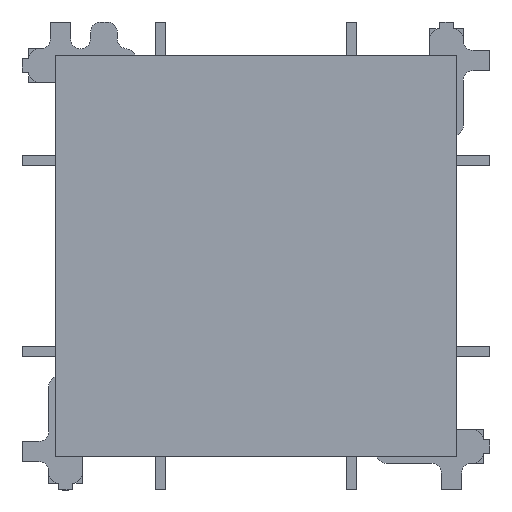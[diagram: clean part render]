
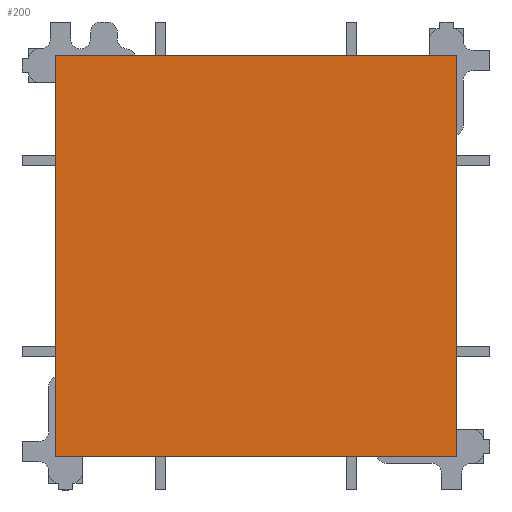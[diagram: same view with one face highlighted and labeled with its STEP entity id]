
A CAD part, top view. The second image highlights one B-rep face of the part: STEP entity #200.
In plain terms, the highlighted free-form (B-spline) face has degree [1, 1] with [2, 2] control points.
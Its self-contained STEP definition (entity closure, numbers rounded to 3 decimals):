
#80=CARTESIAN_POINT('',(-3.0,-3.0,0.7));
#81=VERTEX_POINT('',#80);
#88=CARTESIAN_POINT('',(-3.0,3.0,0.7));
#89=VERTEX_POINT('',#88);
#90=CARTESIAN_POINT('',(-3.0,3.0,0.7));
#91=DIRECTION('',(0.0,-1.0,0.0));
#92=VECTOR('',#91,6.0);
#93=LINE('',#90,#92);
#94=EDGE_CURVE('',#89,#81,#93,.T.);
#119=CARTESIAN_POINT('',(3.0,3.0,0.7));
#120=VERTEX_POINT('',#119);
#121=CARTESIAN_POINT('',(-3.0,3.0,0.7));
#122=DIRECTION('',(1.0,0.0,0.0));
#123=VECTOR('',#122,6.0);
#124=LINE('',#121,#123);
#125=EDGE_CURVE('',#120,#89,#124,.F.);
#150=CARTESIAN_POINT('',(3.0,-3.0,0.7));
#151=VERTEX_POINT('',#150);
#152=CARTESIAN_POINT('',(3.0,-3.0,0.7));
#153=DIRECTION('',(0.0,1.0,0.0));
#154=VECTOR('',#153,6.0);
#155=LINE('',#152,#154);
#156=EDGE_CURVE('',#151,#120,#155,.T.);
#179=CARTESIAN_POINT('',(-3.0,-3.0,0.7));
#180=DIRECTION('',(1.0,0.0,0.0));
#181=VECTOR('',#180,6.0);
#182=LINE('',#179,#181);
#183=EDGE_CURVE('',#81,#151,#182,.T.);
#189=CARTESIAN_POINT('',(-3.0,-3.0,0.7));
#190=CARTESIAN_POINT('',(3.0,-3.0,0.7));
#191=CARTESIAN_POINT('',(-3.0,3.0,0.7));
#192=CARTESIAN_POINT('',(3.0,3.0,0.7));
#193=B_SPLINE_SURFACE_WITH_KNOTS('',1,1,((#189,#191),(#190,#192)),.UNSPECIFIED.,.F.,.F.,.U.,(2,2),(2,2),(0.0,6.0),(0.0,6.0),.UNSPECIFIED.);
#194=ORIENTED_EDGE('',*,*,#183,.T.);
#195=ORIENTED_EDGE('',*,*,#156,.T.);
#196=ORIENTED_EDGE('',*,*,#125,.T.);
#197=ORIENTED_EDGE('',*,*,#94,.T.);
#198=EDGE_LOOP('',(#194,#195,#196,#197));
#199=FACE_OUTER_BOUND('',#198,.T.);
#200=ADVANCED_FACE('',(#199),#193,.T.);
